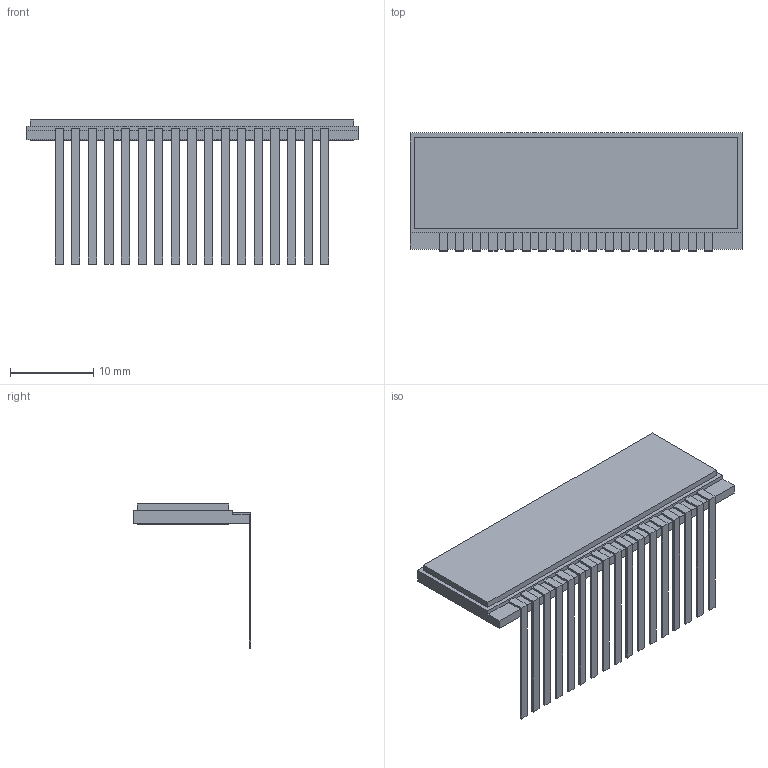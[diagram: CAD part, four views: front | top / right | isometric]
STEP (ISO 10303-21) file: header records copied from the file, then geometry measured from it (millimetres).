
FILE_DESCRIPTION(/* description */ (''),/* implementation_level */ '2;1');
FILE_NAME(/* name */ '6 DIGIT LCD v2.step',/* time_stamp */ '2023-12-13T15:07:40-05:00',/* author */ (''),/* organization */ (''),/* preprocessor_version */ 'ST-DEVELOPER v20',/* originating_system */ 'Autodesk Translation Framework v12.14.0.127',/* authorisation */ '');
FILE_SCHEMA (('AUTOMOTIVE_DESIGN { 1 0 10303 214 3 1 1 }'));
Length unit declared in the file: millimetre
Products named in the file (1): 6 DIGIT LCD
Bounding box: 40 x 14.2 x 17.36 mm (x, y, z)
Volume: 1312.6 mm3; surface area: 2141.2 mm2
Topology: 18 solids, 18 shells, 154 faces, 348 edges, 232 vertices
Faces by surface type: plane 154
Entity records: 4242 total; most frequent: CARTESIAN_POINT 735, ORIENTED_EDGE 696, DIRECTION 658, LINE 348, VECTOR 348, EDGE_CURVE 348, VERTEX_POINT 232, EDGE_LOOP 156
